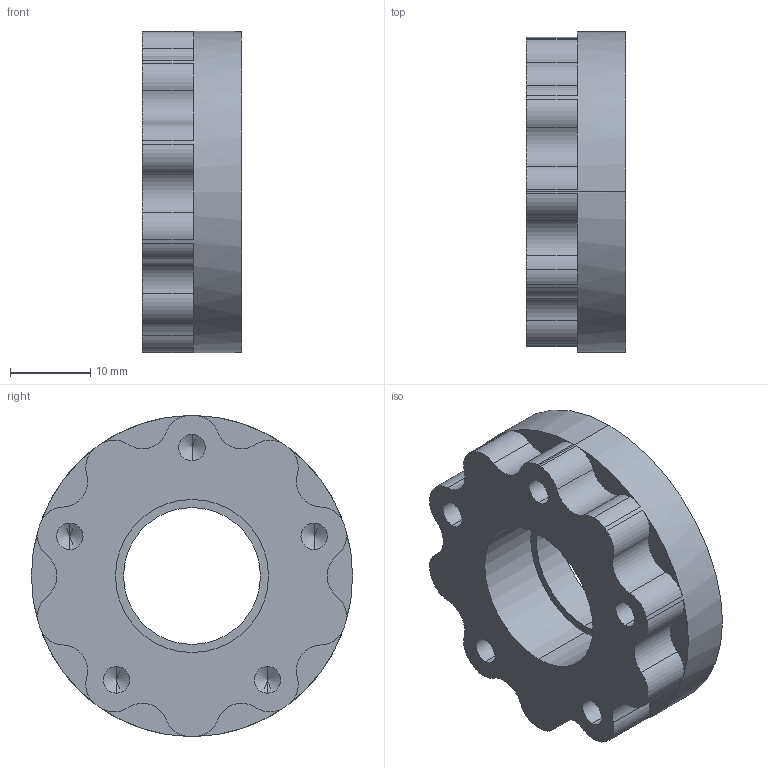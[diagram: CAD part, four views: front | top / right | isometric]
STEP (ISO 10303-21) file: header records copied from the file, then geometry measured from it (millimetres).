
FILE_DESCRIPTION (( 'STEP AP214' ), '1' );
FILE_NAME ('SplineSideCush.STEP', '2023-12-23T22:04:08', ( '' ), ( '' ), 'SwSTEP 2.0', 'SolidWorks 2022', '' );
FILE_SCHEMA (( 'AUTOMOTIVE_DESIGN' ));
Length unit declared in the file: inch
Products named in the file (1): SplineSideCush
Bounding box: 12.35 x 40 x 40 mm (x, y, z)
Volume: 8484 mm3; surface area: 5612.5 mm2
Topology: 1 solids, 1 shells, 133 faces, 362 edges, 233 vertices
Faces by surface type: cylinder 92, plane 31, cone 10
Entity records: 4404 total; most frequent: DIRECTION 824, CARTESIAN_POINT 719, ORIENTED_EDGE 704, EDGE_CURVE 352, AXIS2_PLACEMENT_3D 338, VERTEX_POINT 233, CIRCLE 204, VECTOR 148
